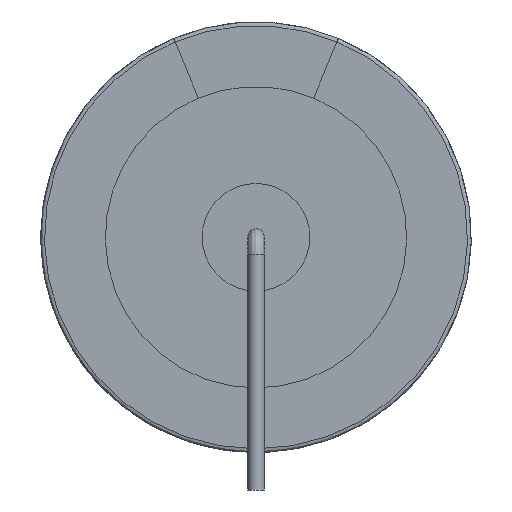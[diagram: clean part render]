
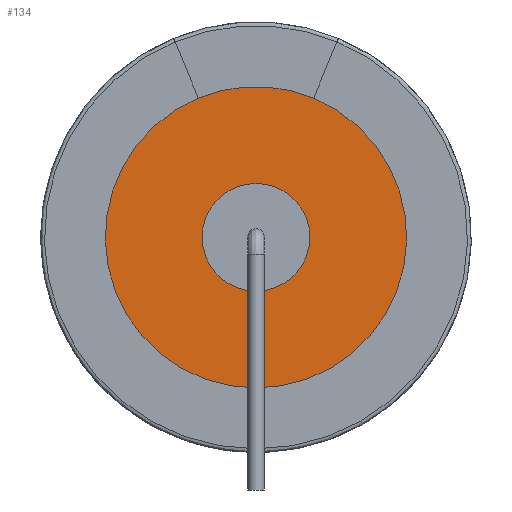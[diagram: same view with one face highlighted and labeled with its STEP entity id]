
A CAD part, left-side view. The second image highlights one B-rep face of the part: STEP entity #134.
In plain terms, the highlighted planar face has unit normal (-1, 0, 0).
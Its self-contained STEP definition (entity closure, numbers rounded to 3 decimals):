
#107=DIRECTION('',(1.,-0.,0.));
#108=DIRECTION('',(0.,0.,-1.));
#115=DIRECTION('',(1.,0.,0.));
#119=ORIENTED_EDGE('',*,*,#120,.F.);
#120=EDGE_CURVE('',#121,#121,#123,.T.);
#121=VERTEX_POINT('',#122);
#122=CARTESIAN_POINT('',(-39.8,0.,8.625));
#123=CIRCLE('',#124,2.875);
#124=AXIS2_PLACEMENT_3D('',#125,#107,#108);
#125=CARTESIAN_POINT('',(-39.8,0.,11.5));
#134=ADVANCED_FACE('',(#135,#150),#152,.F.);
#135=FACE_BOUND('',#136,.F.);
#136=EDGE_LOOP('',(#137,#144,#148));
#137=ORIENTED_EDGE('',*,*,#138,.T.);
#138=EDGE_CURVE('',#139,#141,#143,.T.);
#139=VERTEX_POINT('',#140);
#140=CARTESIAN_POINT('',(-39.8,0.,3.45));
#141=VERTEX_POINT('',#142);
#142=CARTESIAN_POINT('',(-39.8,3.081,18.937));
#143=CIRCLE('',#124,8.05);
#144=ORIENTED_EDGE('',*,*,#145,.T.);
#145=EDGE_CURVE('',#141,#146,#143,.T.);
#146=VERTEX_POINT('',#147);
#147=CARTESIAN_POINT('',(-39.8,-3.081,18.937));
#148=ORIENTED_EDGE('',*,*,#149,.T.);
#149=EDGE_CURVE('',#146,#139,#143,.T.);
#150=FACE_BOUND('',#151,.F.);
#151=EDGE_LOOP('',(#119));
#152=PLANE('',#153);
#153=AXIS2_PLACEMENT_3D('',#154,#115,#108);
#154=CARTESIAN_POINT('',(-39.8,0.,11.5));
